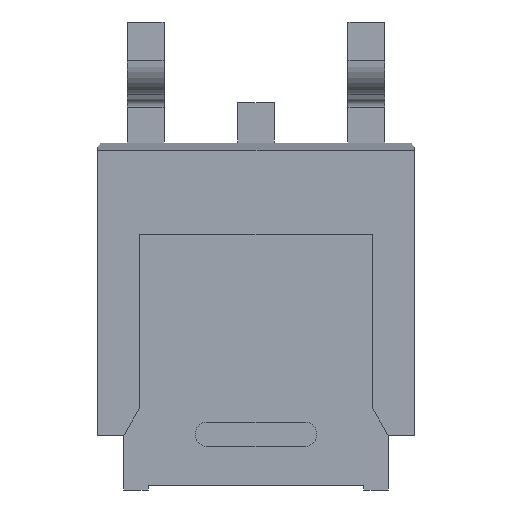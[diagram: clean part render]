
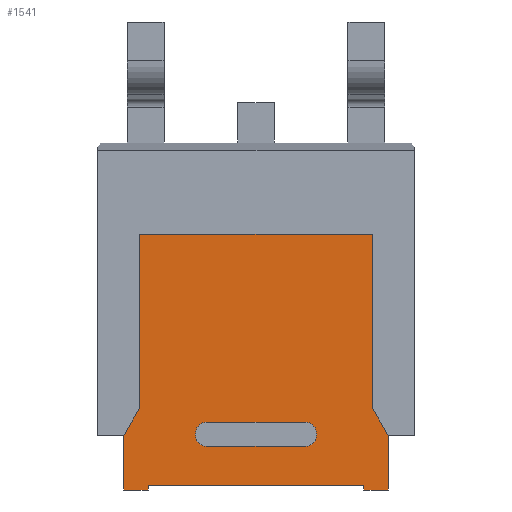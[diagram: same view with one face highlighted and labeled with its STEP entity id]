
A CAD part, front view. The second image highlights one B-rep face of the part: STEP entity #1541.
In plain terms, the highlighted planar face has unit normal (0, -1, 0).
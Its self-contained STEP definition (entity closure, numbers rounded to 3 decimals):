
#1252=VERTEX_POINT('',#1253);
#1253=CARTESIAN_POINT('',(-2.23,-0.01,-4.148));
#1270=VERTEX_POINT('',#1271);
#1271=CARTESIAN_POINT('',(-2.23,-0.01,-4.048));
#1277=EDGE_CURVE('',#1270,#1252,#1278,.T.);
#1278=LINE('',#1279,#1280);
#1279=CARTESIAN_POINT('',(-2.23,-0.01,-4.048));
#1280=VECTOR('',#1281,1.0);
#1281=DIRECTION('',(0.0,0.0,-1.0));
#1292=VERTEX_POINT('',#1293);
#1293=CARTESIAN_POINT('',(-2.73,-0.01,-4.148));
#1308=EDGE_CURVE('',#1252,#1292,#1309,.T.);
#1309=LINE('',#1310,#1311);
#1310=CARTESIAN_POINT('',(2.73,-0.01,-4.148));
#1311=VECTOR('',#1312,1.0);
#1312=DIRECTION('',(-1.0,0.0,0.0));
#1325=VERTEX_POINT('',#1326);
#1326=CARTESIAN_POINT('',(-2.73,-0.01,-3.02));
#1332=EDGE_CURVE('',#1325,#1333,#1335,.T.);
#1333=VERTEX_POINT('',#1334);
#1334=CARTESIAN_POINT('',(-2.4,-0.01,-2.448));
#1335=LINE('',#1336,#1337);
#1336=CARTESIAN_POINT('',(-2.73,-0.01,-3.02));
#1337=VECTOR('',#1338,1.0);
#1338=DIRECTION('',(0.5,0.0,0.866));
#1371=EDGE_CURVE('',#1292,#1325,#1372,.T.);
#1372=LINE('',#1373,#1374);
#1373=CARTESIAN_POINT('',(-2.73,-0.01,-4.148));
#1374=VECTOR('',#1375,1.0);
#1375=DIRECTION('',(0.0,0.0,1.0));
#1474=VERTEX_POINT('',#1475);
#1475=CARTESIAN_POINT('',(2.23,-0.01,-4.148));
#1483=VERTEX_POINT('',#1484);
#1484=CARTESIAN_POINT('',(2.73,-0.01,-4.148));
#1490=EDGE_CURVE('',#1483,#1474,#1491,.T.);
#1491=LINE('',#1492,#1493);
#1492=CARTESIAN_POINT('',(2.73,-0.01,-4.148));
#1493=VECTOR('',#1494,1.0);
#1494=DIRECTION('',(-1.0,0.0,0.0));
#1505=VERTEX_POINT('',#1506);
#1506=CARTESIAN_POINT('',(2.23,-0.01,-4.048));
#1514=EDGE_CURVE('',#1474,#1505,#1515,.T.);
#1515=LINE('',#1516,#1517);
#1516=CARTESIAN_POINT('',(2.23,-0.01,-4.148));
#1517=VECTOR('',#1518,1.0);
#1518=DIRECTION('',(0.0,0.0,1.0));
#1531=EDGE_CURVE('',#1505,#1270,#1532,.T.);
#1532=LINE('',#1533,#1534);
#1533=CARTESIAN_POINT('',(2.23,-0.01,-4.048));
#1534=VECTOR('',#1535,1.0);
#1535=DIRECTION('',(-1.0,0.0,0.0));
#1541=ADVANCED_FACE('',(#1542,#1612),#1659,.F.);
#1542=FACE_BOUND('',#1543,.T.);
#1543=EDGE_LOOP('',(#1544,#1554,#1563,#1571,#1580,#1588,#1597,#1605));
#1544=ORIENTED_EDGE('',*,*,#1545,.T.);
#1545=EDGE_CURVE('',#1546,#1548,#1550,.F.);
#1546=VERTEX_POINT('',#1547);
#1547=CARTESIAN_POINT('',(-1.25,-0.01,-3.018));
#1548=VERTEX_POINT('',#1549);
#1549=CARTESIAN_POINT('',(-1.25,-0.01,-2.979));
#1550=LINE('',#1551,#1552);
#1551=CARTESIAN_POINT('',(-1.25,-0.01,-2.748));
#1552=VECTOR('',#1553,1.0);
#1553=DIRECTION('',(0.0,0.0,-1.0));
#1554=ORIENTED_EDGE('',*,*,#1555,.T.);
#1555=EDGE_CURVE('',#1548,#1556,#1558,.T.);
#1556=VERTEX_POINT('',#1557);
#1557=CARTESIAN_POINT('',(-1.02,-0.01,-2.748));
#1558=CIRCLE('',#1559,0.23);
#1559=AXIS2_PLACEMENT_3D('',#1560,#1561,#1562);
#1560=CARTESIAN_POINT('',(-1.02,-0.01,-2.979));
#1561=DIRECTION('',(0.0,1.0,0.0));
#1562=DIRECTION('',(0.0,0.0,1.0));
#1563=ORIENTED_EDGE('',*,*,#1564,.T.);
#1564=EDGE_CURVE('',#1556,#1565,#1567,.F.);
#1565=VERTEX_POINT('',#1566);
#1566=CARTESIAN_POINT('',(1.02,-0.01,-2.748));
#1567=LINE('',#1568,#1569);
#1568=CARTESIAN_POINT('',(1.25,-0.01,-2.748));
#1569=VECTOR('',#1570,1.0);
#1570=DIRECTION('',(-1.0,0.0,0.0));
#1571=ORIENTED_EDGE('',*,*,#1572,.T.);
#1572=EDGE_CURVE('',#1565,#1573,#1575,.T.);
#1573=VERTEX_POINT('',#1574);
#1574=CARTESIAN_POINT('',(1.25,-0.01,-2.979));
#1575=CIRCLE('',#1576,0.23);
#1576=AXIS2_PLACEMENT_3D('',#1577,#1578,#1579);
#1577=CARTESIAN_POINT('',(1.02,-0.01,-2.979));
#1578=DIRECTION('',(0.0,1.0,0.0));
#1579=DIRECTION('',(0.0,0.0,1.0));
#1580=ORIENTED_EDGE('',*,*,#1581,.T.);
#1581=EDGE_CURVE('',#1573,#1582,#1584,.F.);
#1582=VERTEX_POINT('',#1583);
#1583=CARTESIAN_POINT('',(1.25,-0.01,-3.018));
#1584=LINE('',#1585,#1586);
#1585=CARTESIAN_POINT('',(1.25,-0.01,-3.248));
#1586=VECTOR('',#1587,1.0);
#1587=DIRECTION('',(0.0,0.0,1.0));
#1588=ORIENTED_EDGE('',*,*,#1589,.T.);
#1589=EDGE_CURVE('',#1582,#1590,#1592,.T.);
#1590=VERTEX_POINT('',#1591);
#1591=CARTESIAN_POINT('',(1.02,-0.01,-3.248));
#1592=CIRCLE('',#1593,0.23);
#1593=AXIS2_PLACEMENT_3D('',#1594,#1595,#1596);
#1594=CARTESIAN_POINT('',(1.02,-0.01,-3.018));
#1595=DIRECTION('',(0.0,1.0,0.0));
#1596=DIRECTION('',(0.0,0.0,1.0));
#1597=ORIENTED_EDGE('',*,*,#1598,.T.);
#1598=EDGE_CURVE('',#1590,#1599,#1601,.F.);
#1599=VERTEX_POINT('',#1600);
#1600=CARTESIAN_POINT('',(-1.02,-0.01,-3.248));
#1601=LINE('',#1602,#1603);
#1602=CARTESIAN_POINT('',(-1.25,-0.01,-3.248));
#1603=VECTOR('',#1604,1.0);
#1604=DIRECTION('',(1.0,0.0,0.0));
#1605=ORIENTED_EDGE('',*,*,#1606,.T.);
#1606=EDGE_CURVE('',#1599,#1546,#1607,.T.);
#1607=CIRCLE('',#1608,0.23);
#1608=AXIS2_PLACEMENT_3D('',#1609,#1610,#1611);
#1609=CARTESIAN_POINT('',(-1.02,-0.01,-3.018));
#1610=DIRECTION('',(0.0,1.0,0.0));
#1611=DIRECTION('',(0.0,0.0,1.0));
#1612=FACE_BOUND('',#1613,.T.);
#1613=EDGE_LOOP('',(#1614,#1615,#1616,#1624,#1632,#1640,#1648,#1654,#1655,#1656,#1657,#1658));
#1614=ORIENTED_EDGE('',*,*,#1514,.F.);
#1615=ORIENTED_EDGE('',*,*,#1490,.F.);
#1616=ORIENTED_EDGE('',*,*,#1617,.T.);
#1617=EDGE_CURVE('',#1483,#1618,#1620,.F.);
#1618=VERTEX_POINT('',#1619);
#1619=CARTESIAN_POINT('',(2.73,-0.01,-3.02));
#1620=LINE('',#1621,#1622);
#1621=CARTESIAN_POINT('',(2.73,-0.01,-3.02));
#1622=VECTOR('',#1623,1.0);
#1623=DIRECTION('',(0.0,0.0,-1.0));
#1624=ORIENTED_EDGE('',*,*,#1625,.T.);
#1625=EDGE_CURVE('',#1618,#1626,#1628,.F.);
#1626=VERTEX_POINT('',#1627);
#1627=CARTESIAN_POINT('',(2.4,-0.01,-2.448));
#1628=LINE('',#1629,#1630);
#1629=CARTESIAN_POINT('',(2.4,-0.01,-2.448));
#1630=VECTOR('',#1631,1.0);
#1631=DIRECTION('',(0.5,0.0,-0.866));
#1632=ORIENTED_EDGE('',*,*,#1633,.T.);
#1633=EDGE_CURVE('',#1626,#1634,#1636,.F.);
#1634=VERTEX_POINT('',#1635);
#1635=CARTESIAN_POINT('',(2.4,-0.01,1.13));
#1636=LINE('',#1637,#1638);
#1637=CARTESIAN_POINT('',(2.4,-0.01,1.13));
#1638=VECTOR('',#1639,1.0);
#1639=DIRECTION('',(0.0,0.0,-1.0));
#1640=ORIENTED_EDGE('',*,*,#1641,.T.);
#1641=EDGE_CURVE('',#1634,#1642,#1644,.F.);
#1642=VERTEX_POINT('',#1643);
#1643=CARTESIAN_POINT('',(-2.4,-0.01,1.13));
#1644=LINE('',#1645,#1646);
#1645=CARTESIAN_POINT('',(-2.4,-0.01,1.13));
#1646=VECTOR('',#1647,1.0);
#1647=DIRECTION('',(1.0,0.0,0.0));
#1648=ORIENTED_EDGE('',*,*,#1649,.T.);
#1649=EDGE_CURVE('',#1642,#1333,#1650,.F.);
#1650=LINE('',#1651,#1652);
#1651=CARTESIAN_POINT('',(-2.4,-0.01,-2.448));
#1652=VECTOR('',#1653,1.0);
#1653=DIRECTION('',(0.0,0.0,1.0));
#1654=ORIENTED_EDGE('',*,*,#1332,.F.);
#1655=ORIENTED_EDGE('',*,*,#1371,.F.);
#1656=ORIENTED_EDGE('',*,*,#1308,.F.);
#1657=ORIENTED_EDGE('',*,*,#1277,.F.);
#1658=ORIENTED_EDGE('',*,*,#1531,.F.);
#1659=PLANE('',#1660);
#1660=AXIS2_PLACEMENT_3D('',#1661,#1662,#1663);
#1661=CARTESIAN_POINT('',(0.0,-0.01,0.0));
#1662=DIRECTION('',(0.0,1.0,0.0));
#1663=DIRECTION('',(1.0,0.0,0.0));
